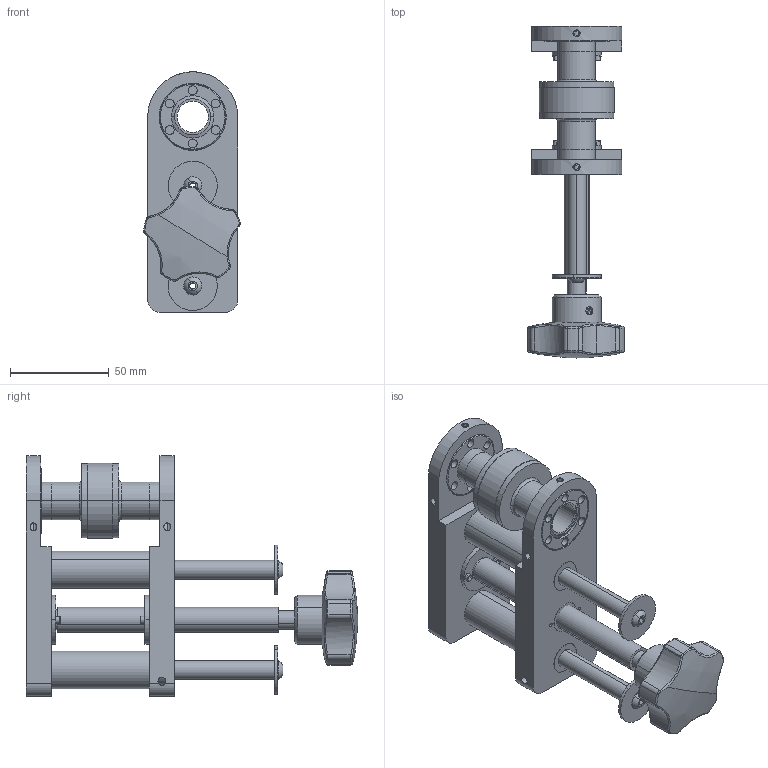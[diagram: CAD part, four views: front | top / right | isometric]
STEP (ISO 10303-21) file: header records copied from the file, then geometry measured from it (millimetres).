
FILE_DESCRIPTION (( 'STEP AP214' ), '1' );
FILE_NAME ('BLT13S-02, BOTH THRU, 10010333.STEP', '2018-11-09T21:41:10', ( 'jvatsvog' ), ( 'Microsoft' ), 'SwSTEP 2.0', 'SolidWorks 2017', '' );
FILE_SCHEMA (( 'AUTOMOTIVE_DESIGN' ));
Length unit declared in the file: inch
Products named in the file (1): BLT13S-02, BOTH THRU, 10010333
Bounding box: 48.99 x 168.12 x 121.89 mm (x, y, z)
Surface area: 69580 mm2 (no closed solid volume)
Topology: 0 solids, 33 shells, 378 faces, 994 edges, 653 vertices
Faces by surface type: cylinder 171, plane 123, cone 30, bspline 30, torus 20, sphere 4
Entity records: 18943 total; most frequent: CARTESIAN_POINT 4600, DIRECTION 2030, ORIENTED_EDGE 1780, EDGE_CURVE 994, AXIS2_PLACEMENT_3D 789, VERTEX_POINT 653, EDGE_LOOP 478, LINE 452
